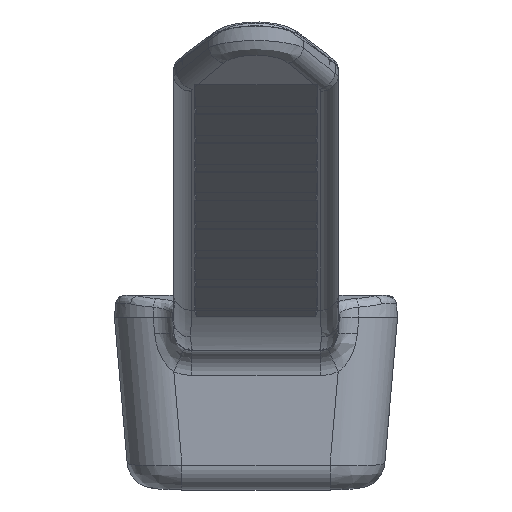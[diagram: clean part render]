
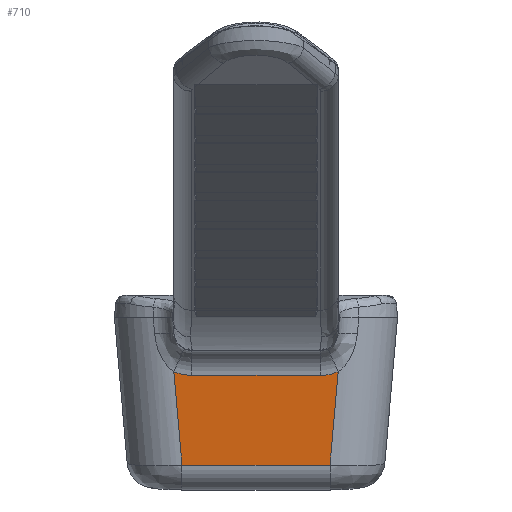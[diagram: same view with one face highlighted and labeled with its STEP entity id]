
A CAD part, front view. The second image highlights one B-rep face of the part: STEP entity #710.
In plain terms, the highlighted planar face has unit normal (0, -0.996, -0.087).
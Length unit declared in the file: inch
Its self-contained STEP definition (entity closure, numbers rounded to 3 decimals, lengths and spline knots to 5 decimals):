
#513=FACE_OUTER_BOUND('',#1013,.T.);
#710=ADVANCED_FACE('',(#513),#909,.T.);
#909=PLANE('',#3570);
#1013=EDGE_LOOP('',(#1349,#1350,#1351,#1352,#1353,#1354));
#1225=ELLIPSE('',#3568,0.05119,0.051);
#1226=ELLIPSE('',#3569,0.05119,0.051);
#1349=ORIENTED_EDGE('',*,*,#2578,.T.);
#1350=ORIENTED_EDGE('',*,*,#2579,.T.);
#1351=ORIENTED_EDGE('',*,*,#2580,.T.);
#1352=ORIENTED_EDGE('',*,*,#2581,.T.);
#1353=ORIENTED_EDGE('',*,*,#2582,.T.);
#1354=ORIENTED_EDGE('',*,*,#2583,.T.);
#2295=VERTEX_POINT('',#4908);
#2296=VERTEX_POINT('',#4909);
#2297=VERTEX_POINT('',#4911);
#2298=VERTEX_POINT('',#4913);
#2299=VERTEX_POINT('',#4915);
#2300=VERTEX_POINT('',#4917);
#2578=EDGE_CURVE('',#2295,#2296,#3041,.T.);
#2579=EDGE_CURVE('',#2296,#2297,#1225,.T.);
#2580=EDGE_CURVE('',#2297,#2298,#3042,.T.);
#2581=EDGE_CURVE('',#2298,#2299,#1226,.T.);
#2582=EDGE_CURVE('',#2299,#2300,#3043,.T.);
#2583=EDGE_CURVE('',#2300,#2295,#3044,.T.);
#3041=LINE('',#4907,#3306);
#3042=LINE('',#4912,#3307);
#3043=LINE('',#4916,#3308);
#3044=LINE('',#4918,#3309);
#3306=VECTOR('',#3914,1.);
#3307=VECTOR('',#3917,1.);
#3308=VECTOR('',#3920,1.);
#3309=VECTOR('',#3921,1.);
#3568=AXIS2_PLACEMENT_3D('',#4910,#3915,#3916);
#3569=AXIS2_PLACEMENT_3D('',#4914,#3918,#3919);
#3570=AXIS2_PLACEMENT_3D('',#4919,#3922,#3923);
#3914=DIRECTION('',(0.087,-0.087,0.992));
#3915=DIRECTION('',(0.,0.996,0.087));
#3916=DIRECTION('',(0.,-0.087,0.996));
#3917=DIRECTION('',(-1.,0.,0.));
#3918=DIRECTION('',(0.,0.996,0.087));
#3919=DIRECTION('',(0.,-0.087,0.996));
#3920=DIRECTION('',(0.087,0.087,-0.992));
#3921=DIRECTION('',(1.,0.,0.));
#3922=DIRECTION('',(0.,-0.996,-0.087));
#3923=DIRECTION('',(0.,0.087,-0.996));
#4907=CARTESIAN_POINT('',(13.5025,-14.29526,-4.63346));
#4908=CARTESIAN_POINT('',(13.48866,-14.28142,-4.79165));
#4909=CARTESIAN_POINT('',(13.49789,-14.29065,-4.68613));
#4910=CARTESIAN_POINT('',(13.47769,-14.29475,-4.6393));
#4911=CARTESIAN_POINT('',(13.47769,-14.29029,-4.6903));
#4912=CARTESIAN_POINT('',(13.33231,-14.29029,-4.6903));
#4913=CARTESIAN_POINT('',(13.33231,-14.29029,-4.6903));
#4914=CARTESIAN_POINT('',(13.33231,-14.29475,-4.6393));
#4915=CARTESIAN_POINT('',(13.31211,-14.29065,-4.68613));
#4916=CARTESIAN_POINT('',(13.3075,-14.29526,-4.63346));
#4917=CARTESIAN_POINT('',(13.32134,-14.28142,-4.79165));
#4918=CARTESIAN_POINT('',(13.405,-14.28142,-4.79165));
#4919=CARTESIAN_POINT('',(13.405,-14.296,-4.625));
